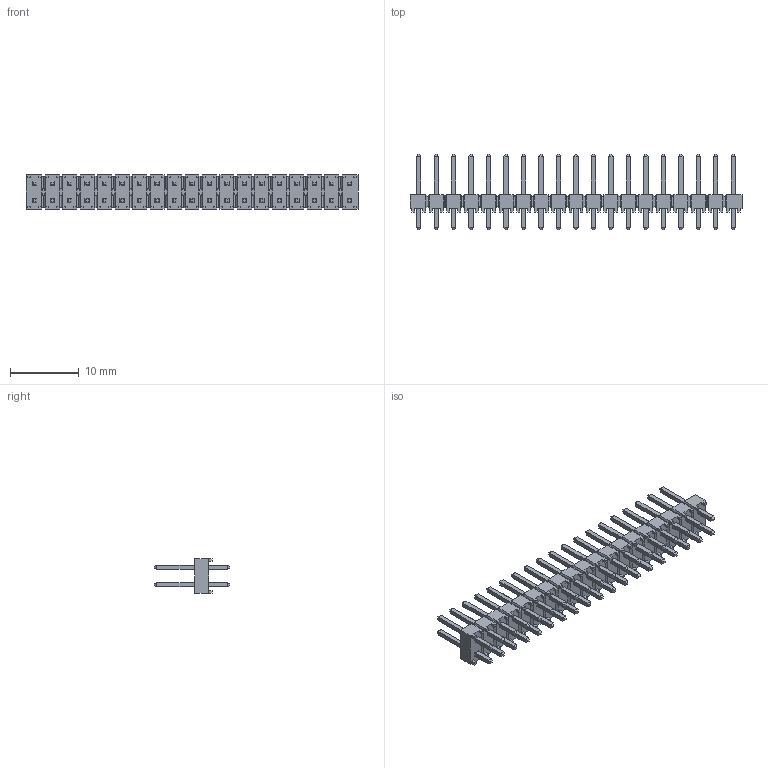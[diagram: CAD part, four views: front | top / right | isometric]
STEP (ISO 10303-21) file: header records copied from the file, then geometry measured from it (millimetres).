
FILE_DESCRIPTION(/* description */ ('STEP AP214'),/* implementation_level */ '2;1');
FILE_NAME(/* name */ 'TSW-119-07-G-D',/* time_stamp */ '2024-08-29T11:57:45+02:00',/* author */ ('License CC BY-ND 4.0'),/* organization */ ('CADENAS'),/* preprocessor_version */ 'ST-DEVELOPER v19.3',/* originating_system */ 'PARTsolutions',/* authorisation */ ' ');
FILE_SCHEMA (('AUTOMOTIVE_DESIGN {1 0 10303 214 3 1 1}'));
Length unit declared in the file: inch
Products named in the file (3): TSW-119-07-G-D; TSW-119-07-G-D_body; T-1S6-07-TSW-1-07-19-D
Assembly tree (2 placements, depth 2):
  TSW-119-07-G-D
    TSW-119-07-G-D_body
    T-1S6-07-TSW-1-07-19-D
Bounding box: 48.26 x 10.92 x 5.08 mm (x, y, z)
Volume: 626.2 mm3; surface area: 2391.2 mm2
Topology: 2 solids, 2 shells, 1584 faces, 3956 edges, 2416 vertices
Faces by surface type: plane 1584
Entity records: 45590 total; most frequent: CARTESIAN_POINT 7959, ORIENTED_EDGE 7912, DIRECTION 7130, EDGE_CURVE 3956, LINE 3956, VECTOR 3956, VERTEX_POINT 2416, EDGE_LOOP 1736
